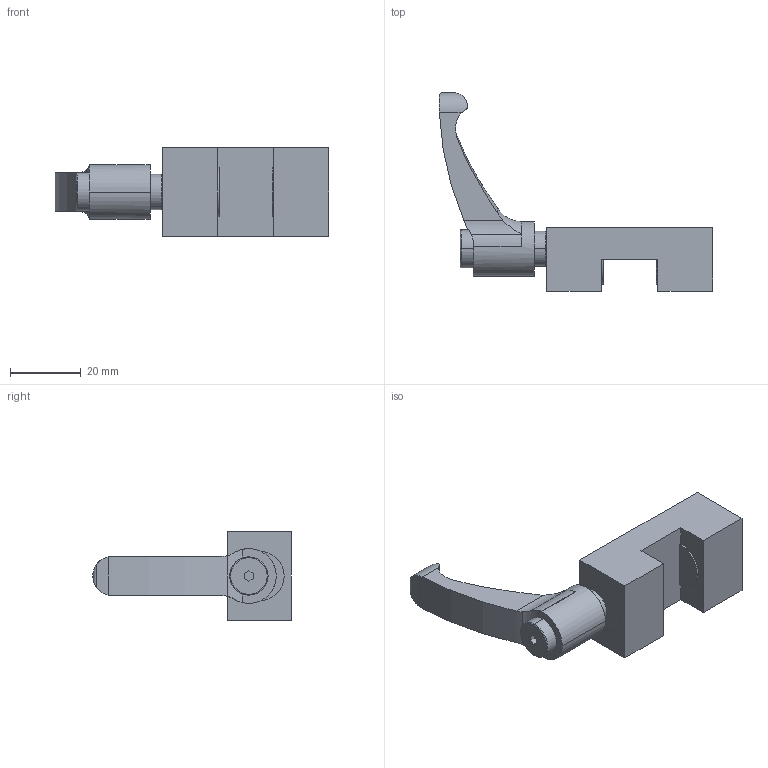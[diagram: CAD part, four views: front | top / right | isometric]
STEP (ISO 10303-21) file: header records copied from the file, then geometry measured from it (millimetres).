
FILE_DESCRIPTION (( 'STEP AP203' ), '1' );
FILE_NAME ('15.STEP', '2017-09-10T00:32:45', ( 'Users' ), ( 'Microsoft' ), 'SwSTEP 2.0', 'SolidWorks 2010', '' );
FILE_SCHEMA (( 'CONFIG_CONTROL_DESIGN' ));
Length unit declared in the file: millimetre
Products named in the file (1): 15
Bounding box: 77.6 x 56.25 x 25 mm (x, y, z)
Surface area: 9595 mm2 (no closed solid volume)
Topology: 0 solids, 4 shells, 74 faces, 214 edges, 146 vertices
Faces by surface type: cylinder 35, plane 31, torus 4, cone 2, bspline 2
Entity records: 2782 total; most frequent: CARTESIAN_POINT 756, DIRECTION 406, ORIENTED_EDGE 394, EDGE_CURVE 214, AXIS2_PLACEMENT_3D 154, VERTEX_POINT 146, LINE 98, VECTOR 98
